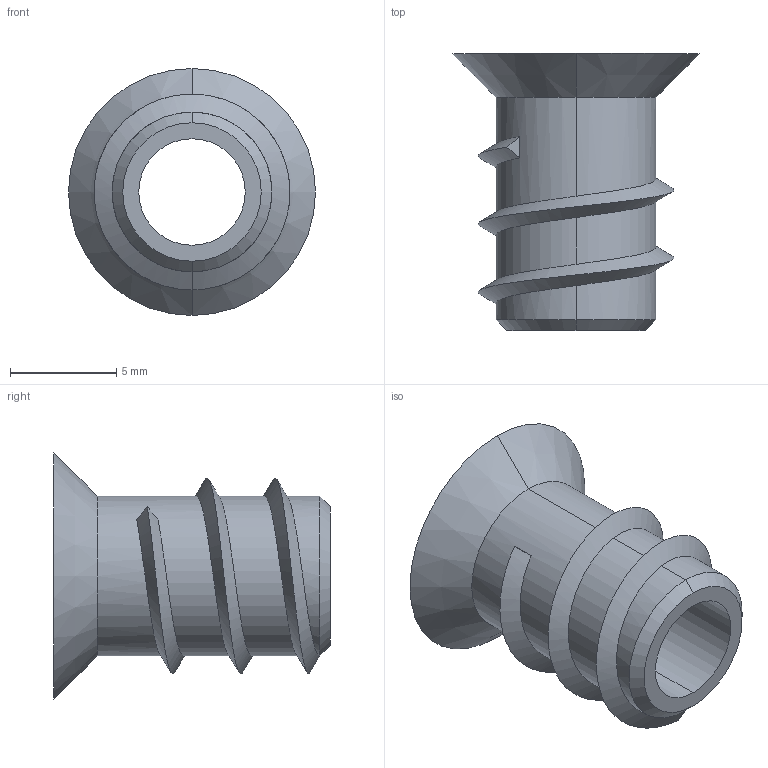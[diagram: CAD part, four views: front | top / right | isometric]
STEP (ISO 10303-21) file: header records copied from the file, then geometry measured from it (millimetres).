
FILE_DESCRIPTION (( 'STEP AP214' ), '1' );
FILE_NAME ('F002530_3D.step', '2022-11-21T18:15:00', ( '' ), ( '' ), 'SwSTEP 2.0', 'SolidWorks 2020', '' );
FILE_SCHEMA (( 'AUTOMOTIVE_DESIGN' ));
Length unit declared in the file: millimetre
Products named in the file (1): F002530_3D
Bounding box: 11.6 x 13 x 11.6 mm (x, y, z)
Volume: 360.1 mm3; surface area: 738.4 mm2
Topology: 1 solids, 1 shells, 25 faces, 60 edges, 39 vertices
Faces by surface type: plane 11, cylinder 8, cone 4, bspline 2
Entity records: 1208 total; most frequent: CARTESIAN_POINT 606, ORIENTED_EDGE 118, DIRECTION 105, EDGE_CURVE 59, VERTEX_POINT 37, AXIS2_PLACEMENT_3D 36, VECTOR 33, LINE 33
